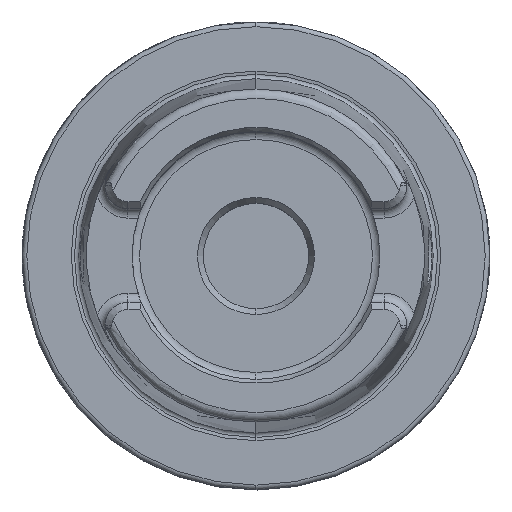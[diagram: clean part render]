
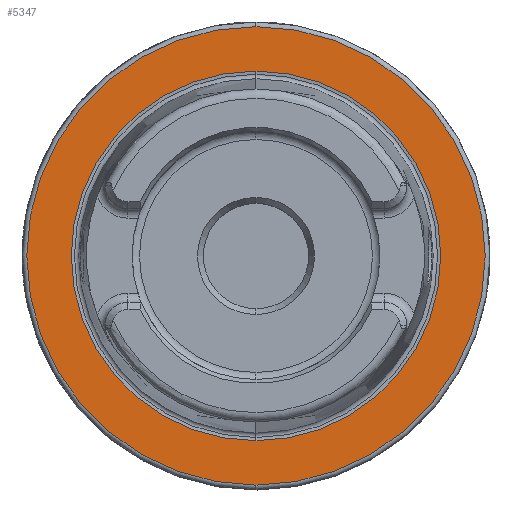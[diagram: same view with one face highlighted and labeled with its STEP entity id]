
A CAD part, top view. The second image highlights one B-rep face of the part: STEP entity #5347.
In plain terms, the highlighted planar face has unit normal (0, 0, 1).
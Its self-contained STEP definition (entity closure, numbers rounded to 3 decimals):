
#1122=CARTESIAN_POINT('',(0,0,29));
#1123=DIRECTION('',(0,0,1));
#1124=DIRECTION('',(0,1,0));
#1125=AXIS2_PLACEMENT_3D('',#1122,#1123,#1124);
#1127=CARTESIAN_POINT('',(0,0,29));
#1128=DIRECTION('',(0,0,-1));
#1129=DIRECTION('',(0,1,0));
#1130=AXIS2_PLACEMENT_3D('',#1127,#1128,#1129);
#1132=CARTESIAN_POINT('',(0,0,29));
#1133=DIRECTION('',(0,0,1));
#1134=DIRECTION('',(0,1,0));
#1135=AXIS2_PLACEMENT_3D('',#1132,#1133,#1134);
#1137=CARTESIAN_POINT('',(0,0,29));
#1138=DIRECTION('',(0,0,1));
#1139=DIRECTION('',(0,-1,0));
#1140=AXIS2_PLACEMENT_3D('',#1137,#1138,#1139);
#3737=CARTESIAN_POINT('',(0,39.499,29));
#3739=VERTEX_POINT('',#3737);
#3773=CARTESIAN_POINT('',(0,-39.499,29));
#3775=VERTEX_POINT('',#3773);
#3785=CARTESIAN_POINT('',(0,49,29));
#3786=CARTESIAN_POINT('',(0.,-49,29));
#3787=VERTEX_POINT('',#3785);
#3788=VERTEX_POINT('',#3786);
#5332=CARTESIAN_POINT('',(0,0,29));
#5333=DIRECTION('',(0,0,-1));
#5334=DIRECTION('',(0,-1,0));
#5335=AXIS2_PLACEMENT_3D('',#5332,#5333,#5334);
#5336=PLANE('',#5335);
#5338=ORIENTED_EDGE('',*,*,#5337,.F.);
#5340=ORIENTED_EDGE('',*,*,#5339,.F.);
#5341=EDGE_LOOP('',(#5338,#5340));
#5342=FACE_OUTER_BOUND('',#5341,.F.);
#5343=ORIENTED_EDGE('',*,*,#5314,.T.);
#5344=ORIENTED_EDGE('',*,*,#5325,.F.);
#5345=EDGE_LOOP('',(#5343,#5344));
#5346=FACE_BOUND('',#5345,.F.);
#5347=ADVANCED_FACE('',(#5342,#5346),#5336,.F.);
#1126=CIRCLE('',#1125,39.499);
#1131=CIRCLE('',#1130,39.499);
#1136=CIRCLE('',#1135,49);
#1141=CIRCLE('',#1140,49);
#5314=EDGE_CURVE('',#3739,#3775,#1126,.T.);
#5325=EDGE_CURVE('',#3739,#3775,#1131,.T.);
#5337=EDGE_CURVE('',#3787,#3788,#1136,.T.);
#5339=EDGE_CURVE('',#3788,#3787,#1141,.T.);
